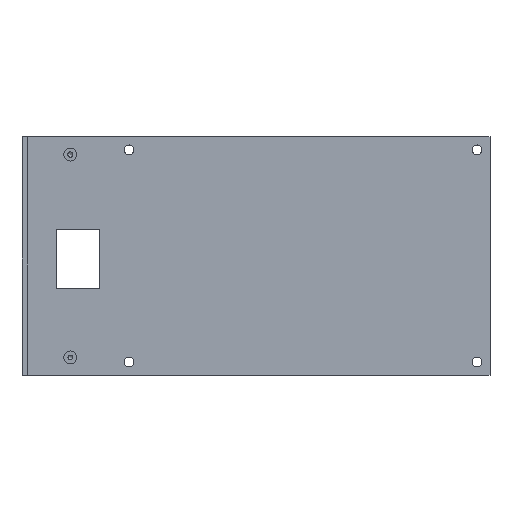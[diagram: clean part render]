
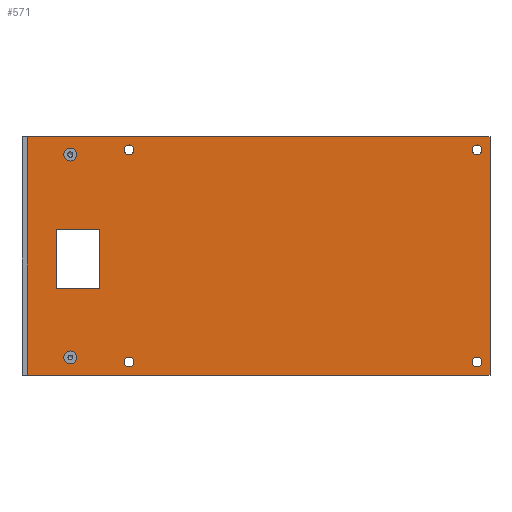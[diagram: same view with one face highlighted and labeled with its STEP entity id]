
A CAD part, top view. The second image highlights one B-rep face of the part: STEP entity #571.
In plain terms, the highlighted planar face has unit normal (0, 0, 1).
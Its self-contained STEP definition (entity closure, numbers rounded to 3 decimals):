
#22=FACE_BOUND('',#147,.T.);
#23=FACE_BOUND('',#148,.T.);
#24=FACE_BOUND('',#149,.T.);
#25=FACE_BOUND('',#150,.T.);
#26=FACE_BOUND('',#151,.T.);
#27=FACE_BOUND('',#152,.T.);
#28=FACE_BOUND('',#153,.T.);
#56=CIRCLE('',#598,1.5);
#59=CIRCLE('',#603,1.5);
#62=CIRCLE('',#608,1.5);
#65=CIRCLE('',#613,1.5);
#71=CIRCLE('',#635,2.);
#73=CIRCLE('',#639,2.);
#106=FACE_OUTER_BOUND('',#146,.T.);
#146=EDGE_LOOP('',(#511,#512,#513,#514));
#147=EDGE_LOOP('',(#515));
#148=EDGE_LOOP('',(#516));
#149=EDGE_LOOP('',(#517));
#150=EDGE_LOOP('',(#518));
#151=EDGE_LOOP('',(#519,#520,#521,#522));
#152=EDGE_LOOP('',(#523));
#153=EDGE_LOOP('',(#524));
#158=LINE('',#827,#207);
#164=LINE('',#839,#213);
#168=LINE('',#850,#217);
#192=LINE('',#940,#241);
#195=LINE('',#945,#244);
#199=LINE('',#964,#248);
#201=LINE('',#967,#250);
#202=LINE('',#969,#251);
#207=VECTOR('',#655,10.);
#213=VECTOR('',#665,10.);
#217=VECTOR('',#677,10.);
#241=VECTOR('',#775,10.);
#244=VECTOR('',#780,10.);
#248=VECTOR('',#804,10.);
#250=VECTOR('',#808,10.);
#251=VECTOR('',#811,10.);
#256=VERTEX_POINT('',#825);
#257=VERTEX_POINT('',#826);
#261=VERTEX_POINT('',#837);
#264=VERTEX_POINT('',#849);
#268=VERTEX_POINT('',#861);
#271=VERTEX_POINT('',#871);
#274=VERTEX_POINT('',#881);
#277=VERTEX_POINT('',#891);
#292=VERTEX_POINT('',#937);
#293=VERTEX_POINT('',#939);
#294=VERTEX_POINT('',#943);
#296=VERTEX_POINT('',#951);
#298=VERTEX_POINT('',#958);
#299=VERTEX_POINT('',#963);
#304=EDGE_CURVE('',#256,#257,#158,.T.);
#311=EDGE_CURVE('',#257,#261,#164,.T.);
#316=EDGE_CURVE('',#264,#256,#168,.T.);
#323=EDGE_CURVE('',#268,#268,#56,.T.);
#328=EDGE_CURVE('',#271,#271,#59,.T.);
#333=EDGE_CURVE('',#274,#274,#62,.T.);
#338=EDGE_CURVE('',#277,#277,#65,.T.);
#360=EDGE_CURVE('',#293,#292,#192,.T.);
#363=EDGE_CURVE('',#292,#294,#195,.T.);
#367=EDGE_CURVE('',#296,#296,#71,.T.);
#370=EDGE_CURVE('',#298,#298,#73,.T.);
#371=EDGE_CURVE('',#299,#293,#199,.T.);
#373=EDGE_CURVE('',#294,#299,#201,.T.);
#374=EDGE_CURVE('',#261,#264,#202,.T.);
#511=ORIENTED_EDGE('',*,*,#304,.T.);
#512=ORIENTED_EDGE('',*,*,#311,.T.);
#513=ORIENTED_EDGE('',*,*,#374,.T.);
#514=ORIENTED_EDGE('',*,*,#316,.T.);
#515=ORIENTED_EDGE('',*,*,#323,.T.);
#516=ORIENTED_EDGE('',*,*,#328,.T.);
#517=ORIENTED_EDGE('',*,*,#333,.T.);
#518=ORIENTED_EDGE('',*,*,#338,.T.);
#519=ORIENTED_EDGE('',*,*,#363,.T.);
#520=ORIENTED_EDGE('',*,*,#373,.T.);
#521=ORIENTED_EDGE('',*,*,#371,.T.);
#522=ORIENTED_EDGE('',*,*,#360,.T.);
#523=ORIENTED_EDGE('',*,*,#370,.T.);
#524=ORIENTED_EDGE('',*,*,#367,.T.);
#538=PLANE('',#644);
#571=ADVANCED_FACE('',(#106,#22,#23,#24,#25,#26,#27,#28),#538,.T.);
#598=AXIS2_PLACEMENT_3D('',#863,#690,#691);
#603=AXIS2_PLACEMENT_3D('',#873,#702,#703);
#608=AXIS2_PLACEMENT_3D('',#883,#714,#715);
#613=AXIS2_PLACEMENT_3D('',#893,#726,#727);
#635=AXIS2_PLACEMENT_3D('',#953,#789,#790);
#639=AXIS2_PLACEMENT_3D('',#960,#798,#799);
#644=AXIS2_PLACEMENT_3D('',#970,#812,#813);
#655=DIRECTION('',(0.,-1.,0.));
#665=DIRECTION('',(1.,0.,0.));
#677=DIRECTION('',(-1.,0.,0.));
#690=DIRECTION('center_axis',(0.,0.,-1.));
#691=DIRECTION('ref_axis',(-1.,0.,0.));
#702=DIRECTION('center_axis',(0.,0.,-1.));
#703=DIRECTION('ref_axis',(-1.,0.,0.));
#714=DIRECTION('center_axis',(0.,0.,-1.));
#715=DIRECTION('ref_axis',(-1.,0.,0.));
#726=DIRECTION('center_axis',(0.,0.,-1.));
#727=DIRECTION('ref_axis',(-1.,0.,0.));
#775=DIRECTION('',(1.,0.,0.));
#780=DIRECTION('',(0.,-1.,0.));
#789=DIRECTION('center_axis',(0.,0.,-1.));
#790=DIRECTION('ref_axis',(1.,0.,0.));
#798=DIRECTION('center_axis',(0.,0.,-1.));
#799=DIRECTION('ref_axis',(1.,0.,0.));
#804=DIRECTION('',(0.,1.,0.));
#808=DIRECTION('',(-1.,0.,0.));
#811=DIRECTION('',(0.,1.,0.));
#812=DIRECTION('center_axis',(0.,0.,1.));
#813=DIRECTION('ref_axis',(1.,0.,0.));
#825=CARTESIAN_POINT('',(1.6,0.,2.8));
#826=CARTESIAN_POINT('',(1.6,-73.4,2.8));
#827=CARTESIAN_POINT('',(1.6,-36.7,2.8));
#837=CARTESIAN_POINT('',(144.2,-73.4,2.8));
#839=CARTESIAN_POINT('',(144.2,-73.4,2.8));
#849=CARTESIAN_POINT('',(144.2,0.,2.8));
#850=CARTESIAN_POINT('',(0.,0.,2.8));
#861=CARTESIAN_POINT('',(141.7,-4.,2.8));
#863=CARTESIAN_POINT('Origin',(140.2,-4.,2.8));
#871=CARTESIAN_POINT('',(141.7,-69.4,2.8));
#873=CARTESIAN_POINT('Origin',(140.2,-69.4,2.8));
#881=CARTESIAN_POINT('',(34.5,-4.,2.8));
#883=CARTESIAN_POINT('Origin',(33.,-4.,2.8));
#891=CARTESIAN_POINT('',(34.5,-69.4,2.8));
#893=CARTESIAN_POINT('Origin',(33.,-69.4,2.8));
#937=CARTESIAN_POINT('',(24.,-28.45,2.8));
#939=CARTESIAN_POINT('',(10.5,-28.45,2.8));
#940=CARTESIAN_POINT('',(24.,-28.45,2.8));
#943=CARTESIAN_POINT('',(24.,-46.65,2.8));
#945=CARTESIAN_POINT('',(24.,-46.65,2.8));
#951=CARTESIAN_POINT('',(12.9,-5.45,2.8));
#953=CARTESIAN_POINT('Origin',(14.9,-5.45,2.8));
#958=CARTESIAN_POINT('',(12.9,-67.95,2.8));
#960=CARTESIAN_POINT('Origin',(14.9,-67.95,2.8));
#963=CARTESIAN_POINT('',(10.5,-46.65,2.8));
#964=CARTESIAN_POINT('',(10.5,-28.45,2.8));
#967=CARTESIAN_POINT('',(10.5,-46.65,2.8));
#969=CARTESIAN_POINT('',(144.2,0.,2.8));
#970=CARTESIAN_POINT('Origin',(72.1,-36.7,2.8));
